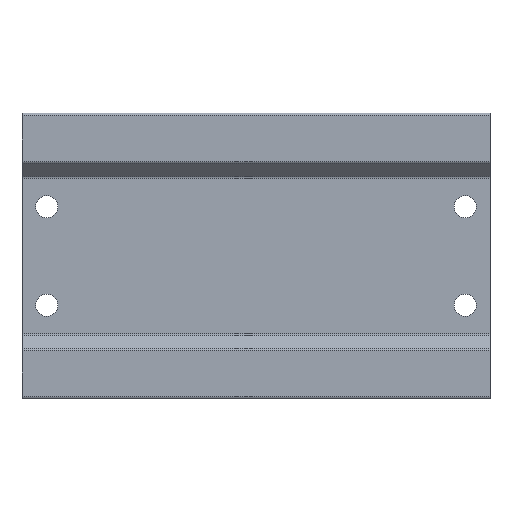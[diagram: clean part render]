
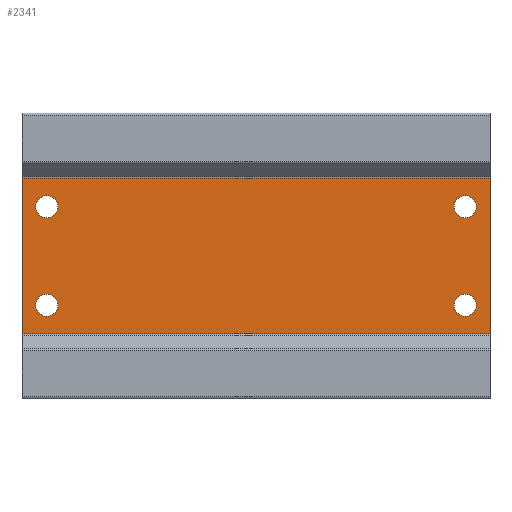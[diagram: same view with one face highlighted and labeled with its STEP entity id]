
A CAD part, front view. The second image highlights one B-rep face of the part: STEP entity #2341.
In plain terms, the highlighted planar face has unit normal (0, -1, 0).
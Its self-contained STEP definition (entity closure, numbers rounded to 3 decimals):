
#2 = EDGE_CURVE ( 'NONE', #1974, #577, #2643, .T. ) ;
#4 = LINE ( 'NONE', #1440, #2571 ) ;
#16 = CARTESIAN_POINT ( 'NONE',  ( -42.5, -9.5, 10. ) ) ;
#65 = DIRECTION ( 'NONE',  ( 0., 1., 0. ) ) ;
#91 = EDGE_LOOP ( 'NONE', ( #3551, #3503 ) ) ;
#106 = CIRCLE ( 'NONE', #2671, 2.25 ) ;
#133 = ORIENTED_EDGE ( 'NONE', *, *, #915, .T. ) ;
#162 = AXIS2_PLACEMENT_3D ( 'NONE', #2154, #163, #2517 ) ;
#163 = DIRECTION ( 'NONE',  ( 0., 1., 0. ) ) ;
#260 = FACE_BOUND ( 'NONE', #1262, .T. ) ;
#271 = DIRECTION ( 'NONE',  ( 0., 0., 1. ) ) ;
#296 = EDGE_LOOP ( 'NONE', ( #1391, #133 ) ) ;
#413 = CIRCLE ( 'NONE', #1813, 2.25 ) ;
#498 = EDGE_CURVE ( 'NONE', #3965, #3728, #950, .T. ) ;
#525 = EDGE_CURVE ( 'NONE', #2879, #3728, #847, .T. ) ;
#577 = VERTEX_POINT ( 'NONE', #3260 ) ;
#612 = DIRECTION ( 'NONE',  ( 0., 1., 0. ) ) ;
#620 = CARTESIAN_POINT ( 'NONE',  ( 47.5, -9.5, -15.793 ) ) ;
#654 = VERTEX_POINT ( 'NONE', #620 ) ;
#724 = FACE_BOUND ( 'NONE', #3934, .T. ) ;
#748 = CARTESIAN_POINT ( 'NONE',  ( 42.5, -9.5, 10. ) ) ;
#756 = PLANE ( 'NONE',  #2931 ) ;
#803 = VERTEX_POINT ( 'NONE', #3747 ) ;
#814 = VERTEX_POINT ( 'NONE', #1696 ) ;
#824 = FACE_BOUND ( 'NONE', #296, .T. ) ;
#836 = CARTESIAN_POINT ( 'NONE',  ( -47.5, -9.5, 16. ) ) ;
#847 = LINE ( 'NONE', #836, #1837 ) ;
#915 = EDGE_CURVE ( 'NONE', #3079, #803, #106, .T. ) ;
#950 = LINE ( 'NONE', #2837, #3540 ) ;
#1014 = VERTEX_POINT ( 'NONE', #2882 ) ;
#1061 = EDGE_LOOP ( 'NONE', ( #3246, #2153, #2040, #3962 ) ) ;
#1077 = DIRECTION ( 'NONE',  ( 0., 0., 1. ) ) ;
#1081 = EDGE_CURVE ( 'NONE', #1538, #2744, #3055, .T. ) ;
#1129 = DIRECTION ( 'NONE',  ( 0., 1., 0. ) ) ;
#1140 = DIRECTION ( 'NONE',  ( 0., 1., 0. ) ) ;
#1143 = DIRECTION ( 'NONE',  ( -1., 0., 0. ) ) ;
#1239 = ORIENTED_EDGE ( 'NONE', *, *, #3120, .T. ) ;
#1262 = EDGE_LOOP ( 'NONE', ( #2936, #3342 ) ) ;
#1306 = AXIS2_PLACEMENT_3D ( 'NONE', #4321, #2260, #271 ) ;
#1362 = CARTESIAN_POINT ( 'NONE',  ( 42.5, -9.5, -7.75 ) ) ;
#1391 = ORIENTED_EDGE ( 'NONE', *, *, #1461, .T. ) ;
#1404 = EDGE_CURVE ( 'NONE', #814, #1014, #413, .T. ) ;
#1413 = DIRECTION ( 'NONE',  ( 0., 1., 0. ) ) ;
#1439 = AXIS2_PLACEMENT_3D ( 'NONE', #3878, #1831, #4236 ) ;
#1440 = CARTESIAN_POINT ( 'NONE',  ( 47.5, -9.5, 16. ) ) ;
#1461 = EDGE_CURVE ( 'NONE', #803, #3079, #2678, .T. ) ;
#1480 = DIRECTION ( 'NONE',  ( 0., 0., 1. ) ) ;
#1519 = EDGE_CURVE ( 'NONE', #654, #3965, #4, .T. ) ;
#1538 = VERTEX_POINT ( 'NONE', #1797 ) ;
#1571 = CARTESIAN_POINT ( 'NONE',  ( 42.5, -9.5, 7.75 ) ) ;
#1591 = EDGE_CURVE ( 'NONE', #577, #1974, #3155, .T. ) ;
#1696 = CARTESIAN_POINT ( 'NONE',  ( -42.5, -9.5, -7.75 ) ) ;
#1706 = CARTESIAN_POINT ( 'NONE',  ( 47.5, -9.5, -15.793 ) ) ;
#1797 = CARTESIAN_POINT ( 'NONE',  ( 42.5, -9.5, -12.25 ) ) ;
#1813 = AXIS2_PLACEMENT_3D ( 'NONE', #2059, #65, #2412 ) ;
#1831 = DIRECTION ( 'NONE',  ( 0., 1., 0. ) ) ;
#1837 = VECTOR ( 'NONE', #3198, 1000. ) ;
#1974 = VERTEX_POINT ( 'NONE', #4356 ) ;
#2040 = ORIENTED_EDGE ( 'NONE', *, *, #525, .F. ) ;
#2041 = AXIS2_PLACEMENT_3D ( 'NONE', #16, #1140, #1480 ) ;
#2059 = CARTESIAN_POINT ( 'NONE',  ( -42.5, -9.5, -10. ) ) ;
#2153 = ORIENTED_EDGE ( 'NONE', *, *, #498, .T. ) ;
#2154 = CARTESIAN_POINT ( 'NONE',  ( -42.5, -9.5, 10. ) ) ;
#2260 = DIRECTION ( 'NONE',  ( 0., 1., 0. ) ) ;
#2262 = AXIS2_PLACEMENT_3D ( 'NONE', #748, #3112, #1077 ) ;
#2341 = ADVANCED_FACE ( 'NONE', ( #724, #3413, #260, #824, #4230 ), #756, .F. ) ;
#2412 = DIRECTION ( 'NONE',  ( 0., 0., 1. ) ) ;
#2438 = VECTOR ( 'NONE', #3059, 1000. ) ;
#2451 = AXIS2_PLACEMENT_3D ( 'NONE', #2628, #612, #2966 ) ;
#2517 = DIRECTION ( 'NONE',  ( 0., 0., 1. ) ) ;
#2538 = ORIENTED_EDGE ( 'NONE', *, *, #1404, .T. ) ;
#2571 = VECTOR ( 'NONE', #3831, 1000. ) ;
#2611 = CARTESIAN_POINT ( 'NONE',  ( -47.5, -9.5, 15.793 ) ) ;
#2628 = CARTESIAN_POINT ( 'NONE',  ( 42.5, -9.5, -10. ) ) ;
#2643 = CIRCLE ( 'NONE', #2041, 2.25 ) ;
#2671 = AXIS2_PLACEMENT_3D ( 'NONE', #3166, #1129, #3508 ) ;
#2678 = CIRCLE ( 'NONE', #2262, 2.25 ) ;
#2744 = VERTEX_POINT ( 'NONE', #1362 ) ;
#2837 = CARTESIAN_POINT ( 'NONE',  ( -47.5, -9.5, 15.793 ) ) ;
#2879 = VERTEX_POINT ( 'NONE', #3106 ) ;
#2882 = CARTESIAN_POINT ( 'NONE',  ( -42.5, -9.5, -12.25 ) ) ;
#2931 = AXIS2_PLACEMENT_3D ( 'NONE', #3453, #1413, #3805 ) ;
#2936 = ORIENTED_EDGE ( 'NONE', *, *, #3154, .T. ) ;
#2966 = DIRECTION ( 'NONE',  ( 0., 0., 1. ) ) ;
#3055 = CIRCLE ( 'NONE', #1439, 2.25 ) ;
#3059 = DIRECTION ( 'NONE',  ( 1., 0., 0. ) ) ;
#3079 = VERTEX_POINT ( 'NONE', #1571 ) ;
#3106 = CARTESIAN_POINT ( 'NONE',  ( -47.5, -9.5, -15.793 ) ) ;
#3112 = DIRECTION ( 'NONE',  ( 0., 1., 0. ) ) ;
#3120 = EDGE_CURVE ( 'NONE', #1014, #814, #3190, .T. ) ;
#3154 = EDGE_CURVE ( 'NONE', #2744, #1538, #4007, .T. ) ;
#3155 = CIRCLE ( 'NONE', #162, 2.25 ) ;
#3166 = CARTESIAN_POINT ( 'NONE',  ( 42.5, -9.5, 10. ) ) ;
#3190 = CIRCLE ( 'NONE', #1306, 2.25 ) ;
#3198 = DIRECTION ( 'NONE',  ( 0., 0., 1. ) ) ;
#3246 = ORIENTED_EDGE ( 'NONE', *, *, #1519, .T. ) ;
#3260 = CARTESIAN_POINT ( 'NONE',  ( -42.5, -9.5, 7.75 ) ) ;
#3342 = ORIENTED_EDGE ( 'NONE', *, *, #1081, .T. ) ;
#3413 = FACE_BOUND ( 'NONE', #91, .T. ) ;
#3424 = CARTESIAN_POINT ( 'NONE',  ( 47.5, -9.5, 15.793 ) ) ;
#3453 = CARTESIAN_POINT ( 'NONE',  ( -47.5, -9.5, 16. ) ) ;
#3503 = ORIENTED_EDGE ( 'NONE', *, *, #1591, .T. ) ;
#3508 = DIRECTION ( 'NONE',  ( 0., 0., 1. ) ) ;
#3540 = VECTOR ( 'NONE', #1143, 1000. ) ;
#3551 = ORIENTED_EDGE ( 'NONE', *, *, #2, .T. ) ;
#3728 = VERTEX_POINT ( 'NONE', #2611 ) ;
#3747 = CARTESIAN_POINT ( 'NONE',  ( 42.5, -9.5, 12.25 ) ) ;
#3805 = DIRECTION ( 'NONE',  ( 0., 0., 1. ) ) ;
#3831 = DIRECTION ( 'NONE',  ( 0., 0., 1. ) ) ;
#3878 = CARTESIAN_POINT ( 'NONE',  ( 42.5, -9.5, -10. ) ) ;
#3908 = EDGE_CURVE ( 'NONE', #2879, #654, #4365, .T. ) ;
#3934 = EDGE_LOOP ( 'NONE', ( #2538, #1239 ) ) ;
#3962 = ORIENTED_EDGE ( 'NONE', *, *, #3908, .T. ) ;
#3965 = VERTEX_POINT ( 'NONE', #3424 ) ;
#4007 = CIRCLE ( 'NONE', #2451, 2.25 ) ;
#4230 = FACE_OUTER_BOUND ( 'NONE', #1061, .T. ) ;
#4236 = DIRECTION ( 'NONE',  ( 0., 0., 1. ) ) ;
#4321 = CARTESIAN_POINT ( 'NONE',  ( -42.5, -9.5, -10. ) ) ;
#4356 = CARTESIAN_POINT ( 'NONE',  ( -42.5, -9.5, 12.25 ) ) ;
#4365 = LINE ( 'NONE', #1706, #2438 ) ;
